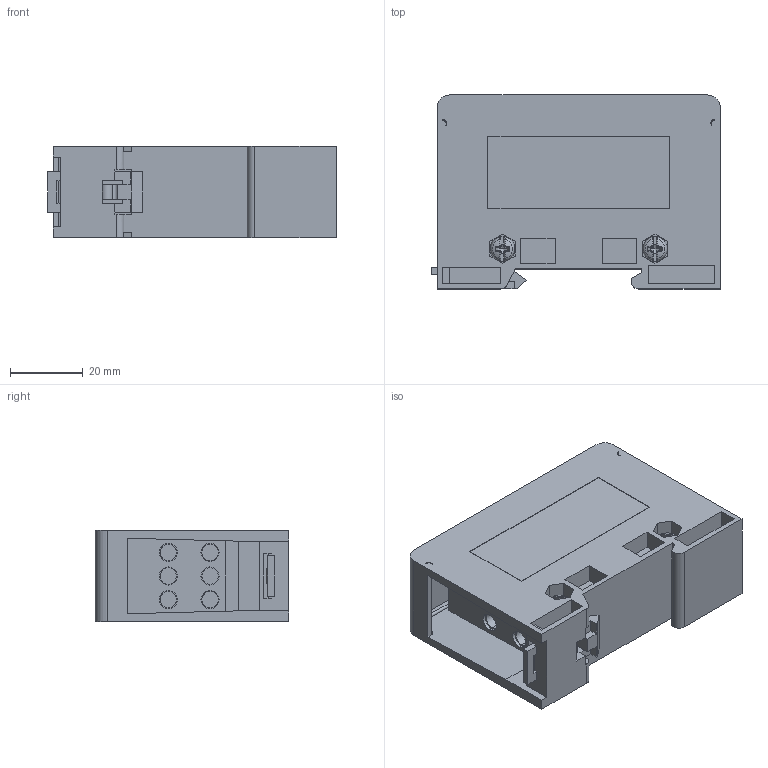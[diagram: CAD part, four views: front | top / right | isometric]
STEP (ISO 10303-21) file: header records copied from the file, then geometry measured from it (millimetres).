
FILE_DESCRIPTION((''),'2;1');
FILE_NAME('UJFX1-2_35_35_2_5','2022-04-30T',('ASUS'),(''),'PRO/ENGINEER BY PARAMETRIC TECHNOLOGY CORPORATION, 2013230','PRO/ENGINEER BY PARAMETRIC TECHNOLOGY CORPORATION, 2013230','');
FILE_SCHEMA(('CONFIG_CONTROL_DESIGN'));
Length unit declared in the file: millimetre
Products named in the file (1): UJFX1-2_35_35_2_5
Bounding box: 79.5 x 53.4 x 25.2 mm (x, y, z)
Volume: 47337.9 mm3; surface area: 39425.9 mm2
Topology: 1 solids, 11 shells, 632 faces, 1817 edges, 1203 vertices
Faces by surface type: plane 308, cylinder 190, bspline 60, cone 42, torus 24, extrusion 4, sphere 4
Entity records: 31426 total; most frequent: CARTESIAN_POINT 15501, ORIENTED_EDGE 3626, DIRECTION 2828, EDGE_CURVE 1813, VERTEX_POINT 1203, VECTOR 1020, LINE 1016, AXIS2_PLACEMENT_3D 904
